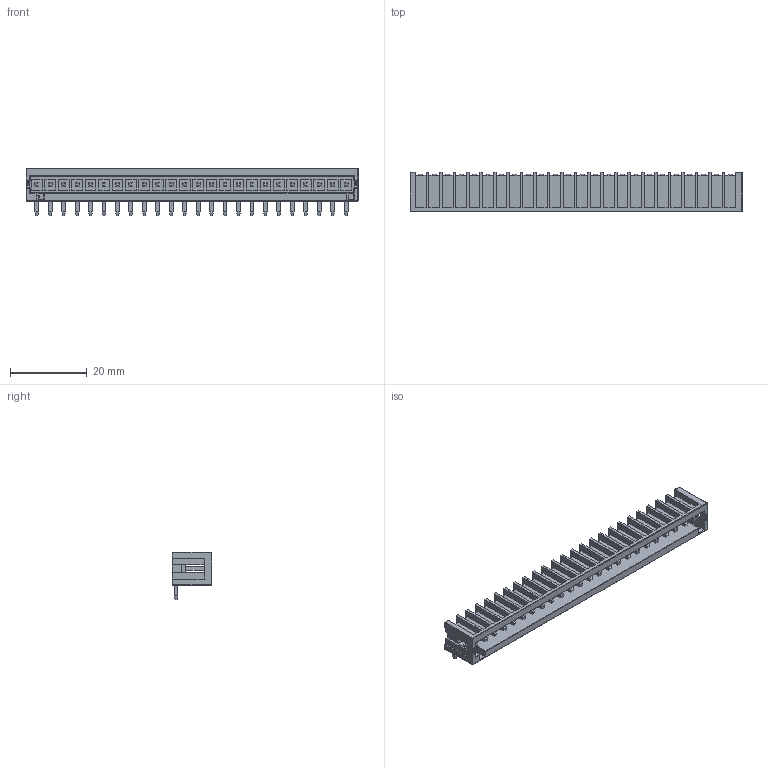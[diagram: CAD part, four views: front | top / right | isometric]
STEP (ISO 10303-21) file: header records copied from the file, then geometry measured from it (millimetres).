
FILE_DESCRIPTION(/* description */ ('model of Wago_734-184_1x24_P3.50mm_Horizontal'),/* implementation_level */ '2;1');
FILE_NAME(/* name */ 'Wago_734-184_1x24_P3.50mm_Horizontal.step',/* time_stamp */ '2020-11-11T11:50:10',/* author */ ('kicad StepUp','ksu'),/* organization */ ('FreeCAD'),/* preprocessor_version */ 'OCC',/* originating_system */ 'kicad StepUp',/* authorisation */ '');
FILE_SCHEMA(('AUTOMOTIVE_DESIGN { 1 0 10303 214 1 1 1 1 }'));
Length unit declared in the file: millimetre
Products named in the file (1): Wago_734_184_1x24_P350mm_Horizontal
Bounding box: 86.4 x 10.3 x 12.3 mm (x, y, z)
Volume: 3070.2 mm3; surface area: 7609.6 mm2
Topology: 1 solids, 1 shells, 1055 faces, 2768 edges, 1735 vertices
Faces by surface type: plane 878, cylinder 137, sphere 21, torus 19
Entity records: 39120 total; most frequent: CARTESIAN_POINT 5738, ORIENTED_EDGE 5494, DIRECTION 5144, EDGE_CURVE 2747, LINE 2446, VECTOR 2446, VERTEX_POINT 1735, AXIS2_PLACEMENT_3D 1349
